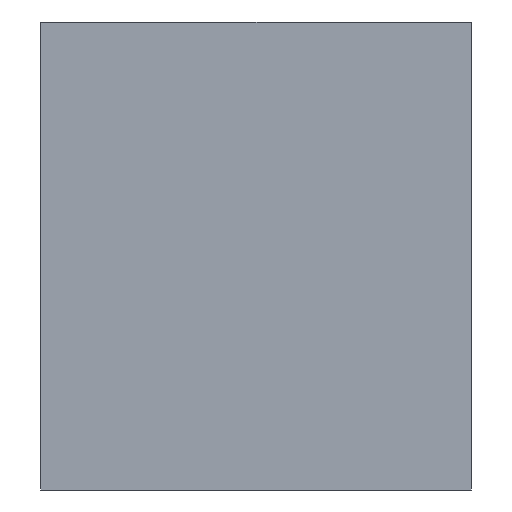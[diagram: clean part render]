
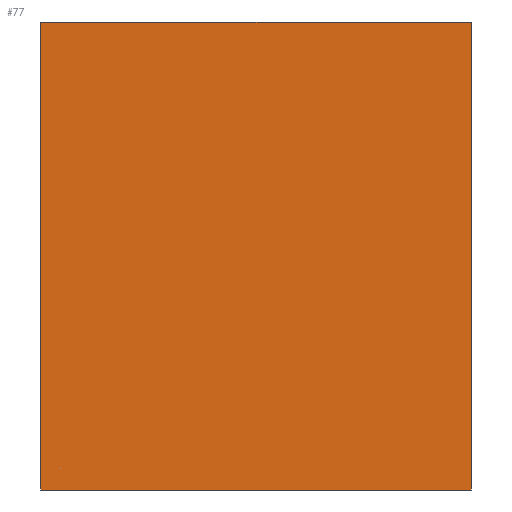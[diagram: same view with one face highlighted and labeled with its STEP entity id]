
A CAD part, left-side view. The second image highlights one B-rep face of the part: STEP entity #77.
In plain terms, the highlighted planar face has unit normal (-1, 0, 0).
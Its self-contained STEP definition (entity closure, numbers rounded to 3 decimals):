
#77=ADVANCED_FACE($,(#223),#1679,.T.);
#223=FACE_OUTER_BOUND($,#347,.T.);
#347=EDGE_LOOP($,(#744,#745,#746,#747));
#744=ORIENTED_EDGE($,*,*,#1200,.T.);
#745=ORIENTED_EDGE($,*,*,#1212,.F.);
#746=ORIENTED_EDGE($,*,*,#1211,.F.);
#747=ORIENTED_EDGE($,*,*,#1210,.F.);
#1200=EDGE_CURVE($,#1466,#1467,#1804,.T.);
#1210=EDGE_CURVE($,#1466,#1474,#1809,.T.);
#1211=EDGE_CURVE($,#1474,#1475,#1810,.T.);
#1212=EDGE_CURVE($,#1475,#1467,#1811,.T.);
#1466=VERTEX_POINT($,#4826);
#1467=VERTEX_POINT($,#4827);
#1474=VERTEX_POINT($,#4834);
#1475=VERTEX_POINT($,#4835);
#1679=PLANE($,#2126);
#1804=B_SPLINE_CURVE_WITH_KNOTS($,1,(#3764,#3765),.UNSPECIFIED.,.F.,.F.,
(2,2),(-25.,25.),.UNSPECIFIED.);
#1809=B_SPLINE_CURVE_WITH_KNOTS($,1,(#3799,#3800),.UNSPECIFIED.,.F.,.F.,
(2,2),(-23.,23.),.UNSPECIFIED.);
#1810=B_SPLINE_CURVE_WITH_KNOTS($,1,(#3801,#3802),.UNSPECIFIED.,.F.,.F.,
(2,2),(-25.,25.),.UNSPECIFIED.);
#1811=B_SPLINE_CURVE_WITH_KNOTS($,1,(#3803,#3804),.UNSPECIFIED.,.F.,.F.,
(2,2),(-23.,23.),.UNSPECIFIED.);
#2126=AXIS2_PLACEMENT_3D($,#4386,#2176,$);
#2176=DIRECTION($,(-1.,0.,0.));
#3764=CARTESIAN_POINT($,(313.,0.,45.));
#3765=CARTESIAN_POINT($,(313.,0.,95.));
#3799=CARTESIAN_POINT($,(313.,0.,45.));
#3800=CARTESIAN_POINT($,(313.,46.,45.));
#3801=CARTESIAN_POINT($,(313.,46.,45.));
#3802=CARTESIAN_POINT($,(313.,46.,95.));
#3803=CARTESIAN_POINT($,(313.,46.,95.));
#3804=CARTESIAN_POINT($,(313.,0.,95.));
#4386=CARTESIAN_POINT($,(313.,0.,45.));
#4826=CARTESIAN_POINT($,(313.,0.,45.));
#4827=CARTESIAN_POINT($,(313.,0.,95.));
#4834=CARTESIAN_POINT($,(313.,46.,45.));
#4835=CARTESIAN_POINT($,(313.,46.,95.));
